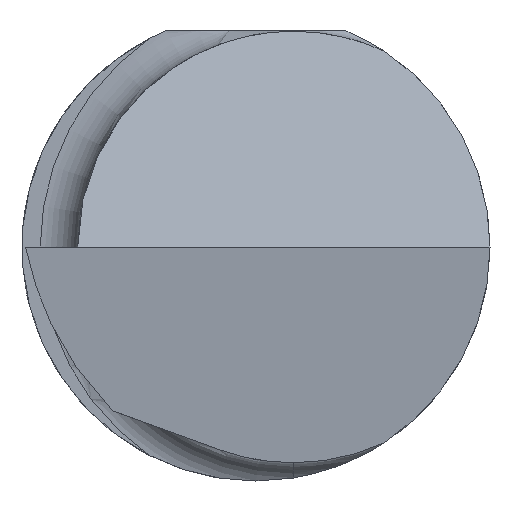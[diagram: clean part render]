
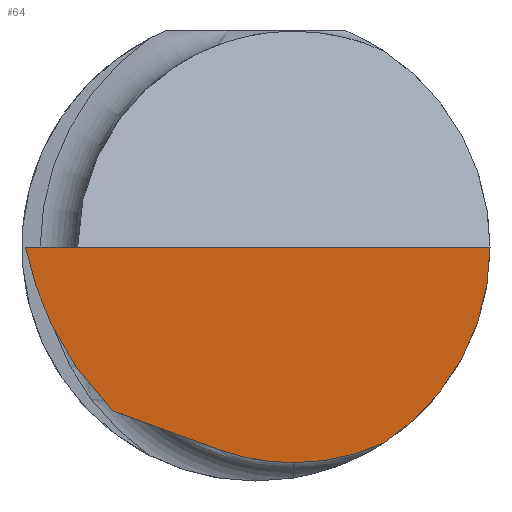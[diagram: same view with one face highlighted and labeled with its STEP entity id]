
A CAD part, left-side view. The second image highlights one B-rep face of the part: STEP entity #64.
In plain terms, the highlighted planar face has unit normal (-0.992, -0.034, -0.122).
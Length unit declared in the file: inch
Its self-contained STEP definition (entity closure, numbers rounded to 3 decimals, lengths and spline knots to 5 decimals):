
#27 =( BOUNDED_CURVE ( )  B_SPLINE_CURVE ( 3, ( #280, #514, #738, #221 ),
 .UNSPECIFIED., .F., .F. ) 
 B_SPLINE_CURVE_WITH_KNOTS ( ( 4, 4 ),
 ( 6.12267, 6.55813 ),
 .UNSPECIFIED. ) 
 CURVE ( )  GEOMETRIC_REPRESENTATION_ITEM ( )  RATIONAL_B_SPLINE_CURVE ( ( 1., 0.984, 0.984, 1. ) ) 
 REPRESENTATION_ITEM ( '' )  );
#35 = CARTESIAN_POINT ( 'NONE',  ( -2.48932, 0.12561, -0.07907 ) ) ;
#42 = CARTESIAN_POINT ( 'NONE',  ( -2.48927, -0.1561, 0. ) ) ;
#64 = ADVANCED_FACE ( 'NONE', ( #169 ), #515, .T. ) ;
#68 = CARTESIAN_POINT ( 'NONE',  ( -2.47774, -0.13059, -0.10098 ) ) ;
#74 = ORIENTED_EDGE ( 'NONE', *, *, #513, .T. ) ;
#76 = CARTESIAN_POINT ( 'NONE',  ( -2.48267, -0.1561, -0.05371 ) ) ;
#81 = CARTESIAN_POINT ( 'NONE',  ( -2.48458, 0.09577, -0.10918 ) ) ;
#82 = VERTEX_POINT ( 'NONE', #512 ) ;
#94 = ORIENTED_EDGE ( 'NONE', *, *, #581, .F. ) ;
#144 = VECTOR ( 'NONE', #335, 39.37008 ) ;
#169 = FACE_OUTER_BOUND ( 'NONE', #546, .T. ) ;
#183 = CARTESIAN_POINT ( 'NONE',  ( -2.47613, -0.025, -0.1439 ) ) ;
#204 = CARTESIAN_POINT ( 'NONE',  ( -2.47671, -0.00817, -0.1439 ) ) ;
#219 = CARTESIAN_POINT ( 'NONE',  ( -2.49955, 0.14073, 0. ) ) ;
#221 = CARTESIAN_POINT ( 'NONE',  ( -2.47613, -0.025, -0.1439 ) ) ;
#231 = ORIENTED_EDGE ( 'NONE', *, *, #480, .F. ) ;
#250 = ORIENTED_EDGE ( 'NONE', *, *, #283, .F. ) ;
#274 = CARTESIAN_POINT ( 'NONE',  ( -2.47613, -0.025, -0.1439 ) ) ;
#275 = VERTEX_POINT ( 'NONE', #183 ) ;
#280 = CARTESIAN_POINT ( 'NONE',  ( -2.47568, -0.0857, -0.13047 ) ) ;
#283 = EDGE_CURVE ( 'NONE', #498, #82, #591, .T. ) ;
#315 =( BOUNDED_CURVE ( )  B_SPLINE_CURVE ( 3, ( #274, #204, #446, #509 ),
 .UNSPECIFIED., .F., .F. ) 
 B_SPLINE_CURVE_WITH_KNOTS ( ( 4, 4 ),
 ( 0.27494, 0.62401 ),
 .UNSPECIFIED. ) 
 CURVE ( )  GEOMETRIC_REPRESENTATION_ITEM ( )  RATIONAL_B_SPLINE_CURVE ( ( 1., 0.99, 0.99, 1. ) ) 
 REPRESENTATION_ITEM ( '' )  );
#316 = CARTESIAN_POINT ( 'NONE',  ( -2.47568, -0.0857, -0.13047 ) ) ;
#322 = CARTESIAN_POINT ( 'NONE',  ( -2.5, 0.15362, 0. ) ) ;
#326 = CARTESIAN_POINT ( 'NONE',  ( -2.4789, 0.02422, -0.13522 ) ) ;
#335 = DIRECTION ( 'NONE',  ( 0.035, -0.999, 0. ) ) ;
#343 = EDGE_CURVE ( 'NONE', #436, #648, #718, .T. ) ;
#399 = EDGE_CURVE ( 'NONE', #275, #424, #315, .T. ) ;
#402 = DIRECTION ( 'NONE',  ( 0.074, -0.937, -0.341 ) ) ;
#403 = DIRECTION ( 'NONE',  ( -0.122, 0., 0.993 ) ) ;
#408 = CARTESIAN_POINT ( 'NONE',  ( -2.40696, 0.15687, -0.75823 ) ) ;
#424 = VERTEX_POINT ( 'NONE', #326 ) ;
#436 = VERTEX_POINT ( 'NONE', #81 ) ;
#446 = CARTESIAN_POINT ( 'NONE',  ( -2.47765, 0.0084, -0.14098 ) ) ;
#479 = AXIS2_PLACEMENT_3D ( 'NONE', #408, #574, #403 ) ;
#480 = EDGE_CURVE ( 'NONE', #648, #498, #687, .T. ) ;
#487 = CARTESIAN_POINT ( 'NONE',  ( -2.5, 0.15362, 0. ) ) ;
#498 = VERTEX_POINT ( 'NONE', #42 ) ;
#502 = VECTOR ( 'NONE', #402, 39.37008 ) ;
#509 = CARTESIAN_POINT ( 'NONE',  ( -2.4789, 0.02422, -0.13522 ) ) ;
#512 = CARTESIAN_POINT ( 'NONE',  ( -2.47568, -0.0857, -0.13047 ) ) ;
#513 = EDGE_CURVE ( 'NONE', #436, #424, #573, .T. ) ;
#514 = CARTESIAN_POINT ( 'NONE',  ( -2.47525, -0.06661, -0.13935 ) ) ;
#515 = PLANE ( 'NONE',  #479 ) ;
#519 = ORIENTED_EDGE ( 'NONE', *, *, #343, .F. ) ;
#546 = EDGE_LOOP ( 'NONE', ( #231, #519, #74, #557, #94, #250 ) ) ;
#557 = ORIENTED_EDGE ( 'NONE', *, *, #399, .F. ) ;
#573 = LINE ( 'NONE', #633, #502 ) ;
#574 = DIRECTION ( 'NONE',  ( -0.992, -0.034, -0.122 ) ) ;
#581 = EDGE_CURVE ( 'NONE', #82, #275, #27, .T. ) ;
#586 = CARTESIAN_POINT ( 'NONE',  ( -2.48927, -0.1561, 0. ) ) ;
#591 =( BOUNDED_CURVE ( )  B_SPLINE_CURVE ( 3, ( #586, #76, #68, #316 ),
 .UNSPECIFIED., .F., .F. ) 
 B_SPLINE_CURVE_WITH_KNOTS ( ( 4, 4 ),
 ( 4.98733, 5.97695 ),
 .UNSPECIFIED. ) 
 CURVE ( )  GEOMETRIC_REPRESENTATION_ITEM ( )  RATIONAL_B_SPLINE_CURVE ( ( 1., 0.92, 0.92, 1. ) ) 
 REPRESENTATION_ITEM ( '' )  );
#633 = CARTESIAN_POINT ( 'NONE',  ( -2.47902, 0.02569, -0.13469 ) ) ;
#648 = VERTEX_POINT ( 'NONE', #487 ) ;
#671 = CARTESIAN_POINT ( 'NONE',  ( -2.49461, 0.14546, -0.0416 ) ) ;
#673 = CARTESIAN_POINT ( 'NONE',  ( -2.48458, 0.09577, -0.10918 ) ) ;
#687 = LINE ( 'NONE', #219, #144 ) ;
#718 =( BOUNDED_CURVE ( )  B_SPLINE_CURVE ( 3, ( #673, #35, #671, #322 ),
 .UNSPECIFIED., .F., .F. ) 
 B_SPLINE_CURVE_WITH_KNOTS ( ( 4, 4 ),
 ( 4.20637, 4.79375 ),
 .UNSPECIFIED. ) 
 CURVE ( )  GEOMETRIC_REPRESENTATION_ITEM ( )  RATIONAL_B_SPLINE_CURVE ( ( 1., 0.971, 0.971, 1. ) ) 
 REPRESENTATION_ITEM ( '' )  );
#738 = CARTESIAN_POINT ( 'NONE',  ( -2.4754, -0.04605, -0.1439 ) ) ;
